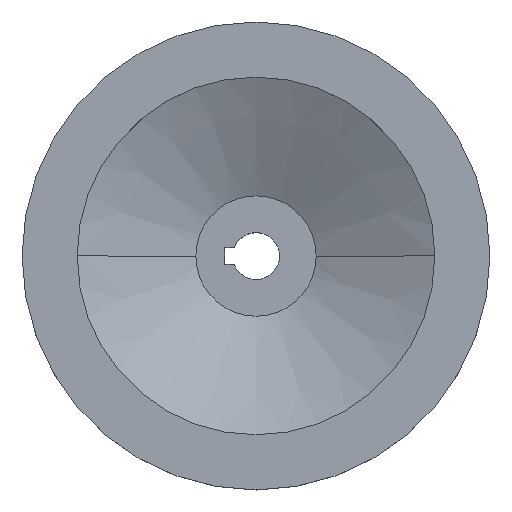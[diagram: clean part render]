
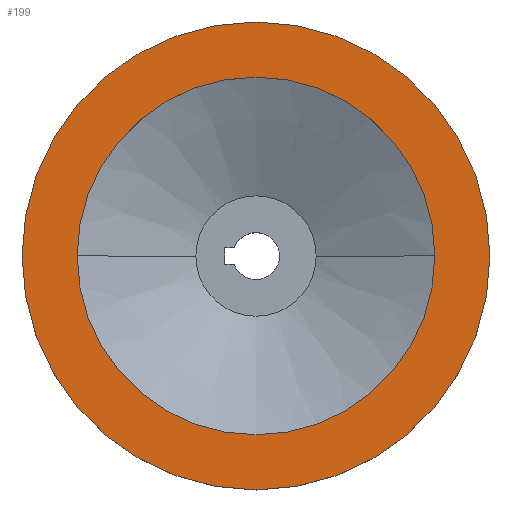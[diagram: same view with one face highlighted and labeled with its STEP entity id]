
A CAD part, top view. The second image highlights one B-rep face of the part: STEP entity #199.
In plain terms, the highlighted planar face has unit normal (0, 0, 1).
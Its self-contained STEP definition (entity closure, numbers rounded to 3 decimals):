
#127=VERTEX_POINT('',#349);
#147=VERTEX_POINT('',#371);
#151=EDGE_CURVE('',#247,#147,#376,.T.);
#157=EDGE_CURVE('',#127,#205,#382,.T.);
#191=EDGE_CURVE('',#147,#247,#423,.T.);
#199=ADVANCED_FACE('',(#432,#433),#434,.T.);
#205=VERTEX_POINT('',#440);
#247=VERTEX_POINT('',#487);
#267=EDGE_CURVE('',#205,#127,#509,.T.);
#349=CARTESIAN_POINT('',(-53.5,0.,36.0));
#371=CARTESIAN_POINT('',(-70.0,0.,36.0));
#376=CIRCLE('',#628,70.0);
#382=CIRCLE('',#638,53.5);
#423=CIRCLE('',#687,70.0);
#432=FACE_OUTER_BOUND('',#698,.T.);
#433=FACE_BOUND('',#699,.T.);
#434=PLANE('',#700);
#440=CARTESIAN_POINT('',(53.5,0.,36.0));
#487=CARTESIAN_POINT('',(70.0,0.,36.0));
#509=CIRCLE('',#798,53.5);
#628=AXIS2_PLACEMENT_3D('',#924,#925,#926);
#638=AXIS2_PLACEMENT_3D('',#931,#932,#933);
#687=AXIS2_PLACEMENT_3D('',#998,#999,#1000);
#698=EDGE_LOOP('',(#1016,#1017));
#699=EDGE_LOOP('',(#1018,#1019));
#700=AXIS2_PLACEMENT_3D('',#1020,#1021,#1022);
#798=AXIS2_PLACEMENT_3D('',#1099,#1100,#1101);
#924=CARTESIAN_POINT('',(0.,0.,36.0));
#925=DIRECTION('',(-0.0,0.0,-1.0));
#926=DIRECTION('',(-1.0,0.,0.0));
#931=CARTESIAN_POINT('',(0.,0.,36.0));
#932=DIRECTION('',(-0.0,0.0,-1.0));
#933=DIRECTION('',(-1.0,0.,0.0));
#998=CARTESIAN_POINT('',(0.,0.,36.0));
#999=DIRECTION('',(-0.0,0.0,-1.0));
#1000=DIRECTION('',(-1.0,0.,0.0));
#1016=ORIENTED_EDGE('',*,*,#191,.F.);
#1017=ORIENTED_EDGE('',*,*,#151,.F.);
#1018=ORIENTED_EDGE('',*,*,#157,.T.);
#1019=ORIENTED_EDGE('',*,*,#267,.T.);
#1020=CARTESIAN_POINT('',(-61.75,0.,36.0));
#1021=DIRECTION('',(0.0,0.0,1.0));
#1022=DIRECTION('',(-1.0,0.,0.0));
#1099=CARTESIAN_POINT('',(0.,0.,36.0));
#1100=DIRECTION('',(-0.0,0.0,-1.0));
#1101=DIRECTION('',(-1.0,0.,0.0));
